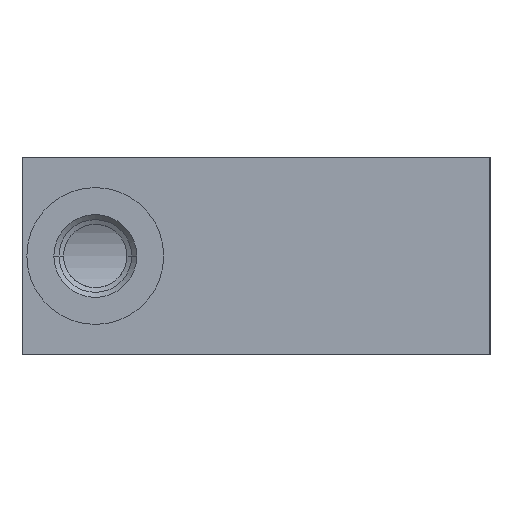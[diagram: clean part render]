
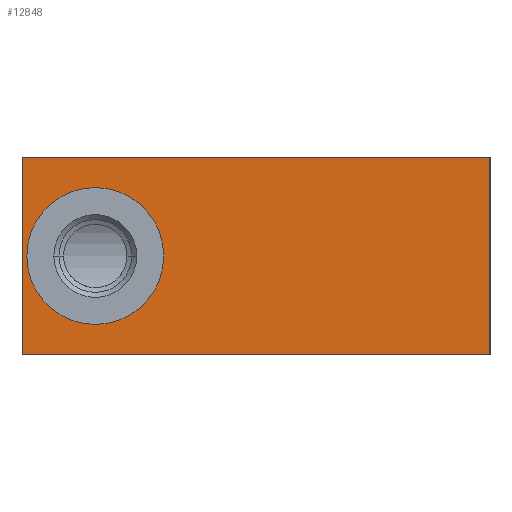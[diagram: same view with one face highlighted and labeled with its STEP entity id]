
A CAD part, left-side view. The second image highlights one B-rep face of the part: STEP entity #12848.
In plain terms, the highlighted planar face has unit normal (-1, 0, 0).
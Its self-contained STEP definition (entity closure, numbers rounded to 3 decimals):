
#66 = AXIS2_PLACEMENT_3D ( 'NONE', #13949, #7404, #7463 ) ;
#424 = CARTESIAN_POINT ( 'NONE',  ( 0., 0., -32. ) ) ;
#750 = AXIS2_PLACEMENT_3D ( 'NONE', #15999, #4000, #5454 ) ;
#930 = EDGE_CURVE ( 'NONE', #6893, #9175, #17640, .T. ) ;
#1680 = VECTOR ( 'NONE', #2472, 1000. ) ;
#1811 = DIRECTION ( 'NONE',  ( 0., 0., 1. ) ) ;
#1824 = DIRECTION ( 'NONE',  ( 0., -1., 0. ) ) ;
#2218 = EDGE_CURVE ( 'NONE', #5725, #2521, #12346, .T. ) ;
#2472 = DIRECTION ( 'NONE',  ( 0., 0., 1. ) ) ;
#2521 = VERTEX_POINT ( 'NONE', #7636 ) ;
#2666 = CIRCLE ( 'NONE', #750, 11.115 ) ;
#2667 = VERTEX_POINT ( 'NONE', #5497 ) ;
#2795 = DIRECTION ( 'NONE',  ( 0., -1., 0. ) ) ;
#2915 = CARTESIAN_POINT ( 'NONE',  ( 0., 64.1, -16. ) ) ;
#4000 = DIRECTION ( 'NONE',  ( -1., 0., 0. ) ) ;
#4299 = PLANE ( 'NONE',  #66 ) ;
#4483 = FACE_BOUND ( 'NONE', #5188, .T. ) ;
#4675 = VECTOR ( 'NONE', #1824, 1000. ) ;
#5188 = EDGE_LOOP ( 'NONE', ( #12273, #17560 ) ) ;
#5237 = CARTESIAN_POINT ( 'NONE',  ( 0., 0., -32. ) ) ;
#5454 = DIRECTION ( 'NONE',  ( 0., -1., 0. ) ) ;
#5497 = CARTESIAN_POINT ( 'NONE',  ( 0., 0., -32. ) ) ;
#5725 = VERTEX_POINT ( 'NONE', #12671 ) ;
#5879 = LINE ( 'NONE', #14913, #12352 ) ;
#5906 = EDGE_CURVE ( 'NONE', #2521, #5725, #2666, .T. ) ;
#6865 = ORIENTED_EDGE ( 'NONE', *, *, #11624, .T. ) ;
#6893 = VERTEX_POINT ( 'NONE', #9222 ) ;
#7058 = DIRECTION ( 'NONE',  ( -1., 0., 0. ) ) ;
#7404 = DIRECTION ( 'NONE',  ( -1., 0., 0. ) ) ;
#7463 = DIRECTION ( 'NONE',  ( 0., 0., 1. ) ) ;
#7636 = CARTESIAN_POINT ( 'NONE',  ( 0., 75.215, -16. ) ) ;
#9175 = VERTEX_POINT ( 'NONE', #12227 ) ;
#9222 = CARTESIAN_POINT ( 'NONE',  ( 0., 76., -32. ) ) ;
#9235 = EDGE_CURVE ( 'NONE', #9175, #14214, #5879, .T. ) ;
#9511 = AXIS2_PLACEMENT_3D ( 'NONE', #2915, #7058, #2795 ) ;
#11079 = VECTOR ( 'NONE', #1811, 1000. ) ;
#11360 = LINE ( 'NONE', #424, #4675 ) ;
#11474 = EDGE_CURVE ( 'NONE', #6893, #2667, #11360, .T. ) ;
#11622 = ORIENTED_EDGE ( 'NONE', *, *, #9235, .F. ) ;
#11624 = EDGE_CURVE ( 'NONE', #2667, #14214, #13742, .T. ) ;
#12090 = CARTESIAN_POINT ( 'NONE',  ( 0., 0., 0. ) ) ;
#12227 = CARTESIAN_POINT ( 'NONE',  ( 0., 76., 0. ) ) ;
#12273 = ORIENTED_EDGE ( 'NONE', *, *, #2218, .F. ) ;
#12346 = CIRCLE ( 'NONE', #9511, 11.115 ) ;
#12352 = VECTOR ( 'NONE', #17751, 1000. ) ;
#12671 = CARTESIAN_POINT ( 'NONE',  ( 0., 52.985, -16. ) ) ;
#12848 = ADVANCED_FACE ( 'NONE', ( #4483, #17960 ), #4299, .T. ) ;
#12988 = ORIENTED_EDGE ( 'NONE', *, *, #930, .F. ) ;
#13742 = LINE ( 'NONE', #5237, #1680 ) ;
#13949 = CARTESIAN_POINT ( 'NONE',  ( 0., 0., -32. ) ) ;
#14214 = VERTEX_POINT ( 'NONE', #12090 ) ;
#14420 = EDGE_LOOP ( 'NONE', ( #11622, #12988, #15440, #6865 ) ) ;
#14913 = CARTESIAN_POINT ( 'NONE',  ( 0., 0., 0. ) ) ;
#15440 = ORIENTED_EDGE ( 'NONE', *, *, #11474, .T. ) ;
#15999 = CARTESIAN_POINT ( 'NONE',  ( 0., 64.1, -16. ) ) ;
#17158 = CARTESIAN_POINT ( 'NONE',  ( 0., 76., -32. ) ) ;
#17560 = ORIENTED_EDGE ( 'NONE', *, *, #5906, .F. ) ;
#17640 = LINE ( 'NONE', #17158, #11079 ) ;
#17751 = DIRECTION ( 'NONE',  ( 0., -1., 0. ) ) ;
#17960 = FACE_OUTER_BOUND ( 'NONE', #14420, .T. ) ;
